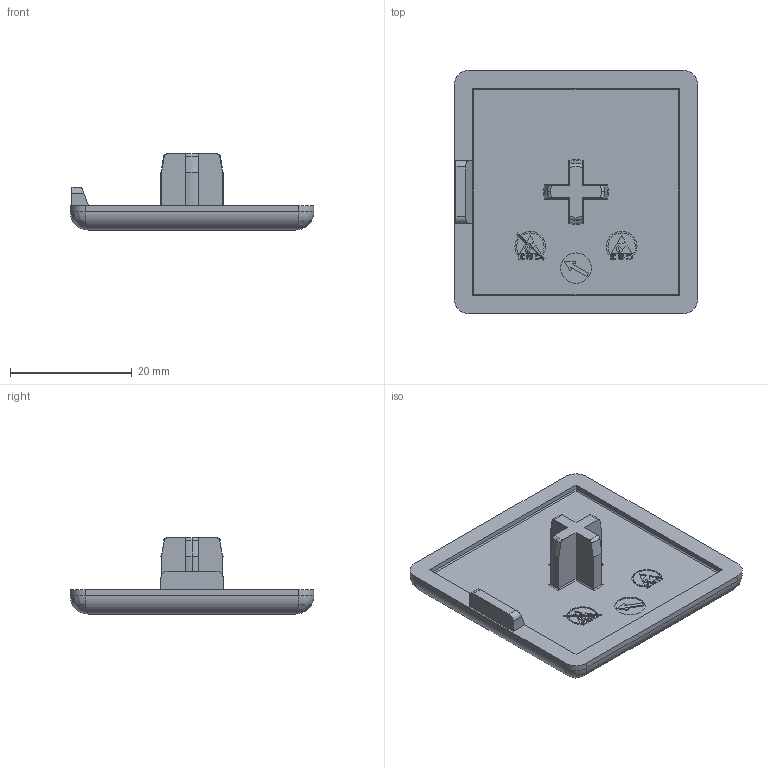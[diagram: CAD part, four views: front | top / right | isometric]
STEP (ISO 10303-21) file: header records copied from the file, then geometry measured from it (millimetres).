
FILE_DESCRIPTION(('FreeCAD Model'),'2;1');
FILE_NAME('Open CASCADE Shape Model','2024-03-19T16:04:10',(''),(''), 'Open CASCADE STEP processor 7.6','FreeCAD','Unknown');
FILE_SCHEMA(('AUTOMOTIVE_DESIGN { 1 0 10303 214 1 1 1 1 }'));
Length unit declared in the file: millimetre
Products named in the file (1): STB10-C4040
Bounding box: 40 x 40 x 12.5 mm (x, y, z)
Volume: 5330 mm3; surface area: 4190 mm2
Topology: 1 solids, 1 shells, 304 faces, 826 edges, 536 vertices
Faces by surface type: plane 234, cylinder 44, torus 12, bspline 8, cone 6
Entity records: 21972 total; most frequent: CARTESIAN_POINT 5619, DIRECTION 2960, LINE 2186, VECTOR 2186, ORIENTED_EDGE 1644, PCURVE 1644, DEFINITIONAL_REPRESENTATION 1644, EDGE_CURVE 822
